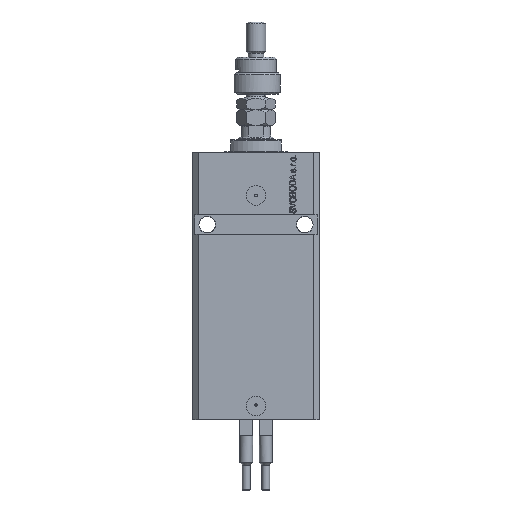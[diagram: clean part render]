
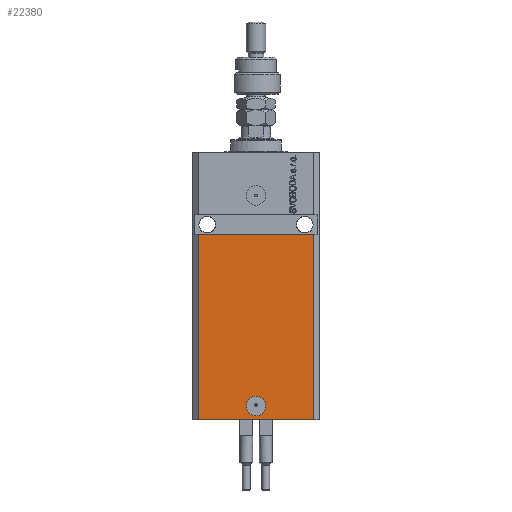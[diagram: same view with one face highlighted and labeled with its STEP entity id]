
A CAD part, front view. The second image highlights one B-rep face of the part: STEP entity #22380.
In plain terms, the highlighted planar face has unit normal (0, -1, 0).
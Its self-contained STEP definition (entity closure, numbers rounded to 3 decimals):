
#371 = CARTESIAN_POINT ( 'NONE',  ( 29.5, -22.5, -137. ) ) ;
#1285 = AXIS2_PLACEMENT_3D ( 'NONE', #39818, #47253, #39062 ) ;
#1776 = DIRECTION ( 'NONE',  ( 0., 0., 1. ) ) ;
#2187 = DIRECTION ( 'NONE',  ( 1., 0., 0. ) ) ;
#3959 = AXIS2_PLACEMENT_3D ( 'NONE', #36673, #47188, #44110 ) ;
#5798 = CARTESIAN_POINT ( 'NONE',  ( 0., -22.5, -130. ) ) ;
#6083 = VERTEX_POINT ( 'NONE', #28865 ) ;
#6129 = LINE ( 'NONE', #41334, #49440 ) ;
#7056 = CARTESIAN_POINT ( 'NONE',  ( -29.5, -22.5, -42. ) ) ;
#8089 = ORIENTED_EDGE ( 'NONE', *, *, #32276, .F. ) ;
#8954 = PLANE ( 'NONE',  #1285 ) ;
#9538 = EDGE_CURVE ( 'NONE', #31821, #46561, #49786, .T. ) ;
#9973 = ORIENTED_EDGE ( 'NONE', *, *, #45415, .T. ) ;
#13543 = EDGE_CURVE ( 'NONE', #46561, #31821, #32713, .T. ) ;
#14914 = ORIENTED_EDGE ( 'NONE', *, *, #16598, .F. ) ;
#15646 = CARTESIAN_POINT ( 'NONE',  ( 29.5, -22.5, -137. ) ) ;
#16142 = AXIS2_PLACEMENT_3D ( 'NONE', #5798, #21483, #2187 ) ;
#16598 = EDGE_CURVE ( 'NONE', #21832, #47430, #6129, .T. ) ;
#17187 = CARTESIAN_POINT ( 'NONE',  ( -29.5, -22.5, -137. ) ) ;
#18100 = CARTESIAN_POINT ( 'NONE',  ( 5., -22.5, -130. ) ) ;
#21483 = DIRECTION ( 'NONE',  ( 0., -1., 0. ) ) ;
#21832 = VERTEX_POINT ( 'NONE', #7056 ) ;
#22213 = ORIENTED_EDGE ( 'NONE', *, *, #9538, .F. ) ;
#22380 = ADVANCED_FACE ( 'NONE', ( #40081, #31597 ), #8954, .T. ) ;
#22865 = VECTOR ( 'NONE', #1776, 1000. ) ;
#28251 = VECTOR ( 'NONE', #47247, 1000. ) ;
#28865 = CARTESIAN_POINT ( 'NONE',  ( -29.5, -22.5, -137. ) ) ;
#28896 = ORIENTED_EDGE ( 'NONE', *, *, #13543, .F. ) ;
#30127 = EDGE_LOOP ( 'NONE', ( #28896, #22213 ) ) ;
#31074 = EDGE_CURVE ( 'NONE', #6083, #34641, #35661, .T. ) ;
#31597 = FACE_OUTER_BOUND ( 'NONE', #35064, .T. ) ;
#31821 = VERTEX_POINT ( 'NONE', #31947 ) ;
#31947 = CARTESIAN_POINT ( 'NONE',  ( -5., -22.5, -130. ) ) ;
#32276 = EDGE_CURVE ( 'NONE', #6083, #21832, #37006, .T. ) ;
#32713 = CIRCLE ( 'NONE', #3959, 5. ) ;
#34133 = DIRECTION ( 'NONE',  ( 1., 0., 0. ) ) ;
#34641 = VERTEX_POINT ( 'NONE', #371 ) ;
#35064 = EDGE_LOOP ( 'NONE', ( #14914, #8089, #38961, #9973 ) ) ;
#35661 = LINE ( 'NONE', #43607, #35933 ) ;
#35933 = VECTOR ( 'NONE', #36688, 1000. ) ;
#36673 = CARTESIAN_POINT ( 'NONE',  ( 0., -22.5, -130. ) ) ;
#36688 = DIRECTION ( 'NONE',  ( 1., 0., 0. ) ) ;
#37006 = LINE ( 'NONE', #17187, #22865 ) ;
#38961 = ORIENTED_EDGE ( 'NONE', *, *, #31074, .T. ) ;
#39062 = DIRECTION ( 'NONE',  ( 1., 0., 0. ) ) ;
#39818 = CARTESIAN_POINT ( 'NONE',  ( -29.5, -22.5, -137. ) ) ;
#40081 = FACE_BOUND ( 'NONE', #30127, .T. ) ;
#41334 = CARTESIAN_POINT ( 'NONE',  ( -32.5, -22.5, -42. ) ) ;
#41778 = CARTESIAN_POINT ( 'NONE',  ( 29.5, -22.5, -42. ) ) ;
#43607 = CARTESIAN_POINT ( 'NONE',  ( -29.5, -22.5, -137. ) ) ;
#44110 = DIRECTION ( 'NONE',  ( 1., 0., 0. ) ) ;
#45415 = EDGE_CURVE ( 'NONE', #34641, #47430, #49585, .T. ) ;
#46561 = VERTEX_POINT ( 'NONE', #18100 ) ;
#47188 = DIRECTION ( 'NONE',  ( 0., -1., 0. ) ) ;
#47247 = DIRECTION ( 'NONE',  ( 0., 0., 1. ) ) ;
#47253 = DIRECTION ( 'NONE',  ( 0., -1., 0. ) ) ;
#47430 = VERTEX_POINT ( 'NONE', #41778 ) ;
#49440 = VECTOR ( 'NONE', #34133, 1000. ) ;
#49585 = LINE ( 'NONE', #15646, #28251 ) ;
#49786 = CIRCLE ( 'NONE', #16142, 5. ) ;
